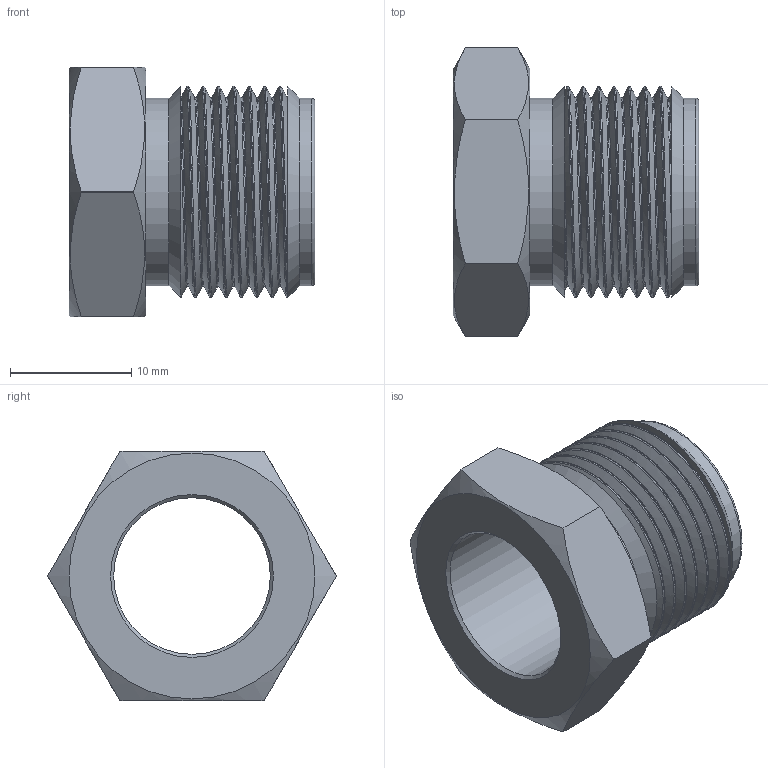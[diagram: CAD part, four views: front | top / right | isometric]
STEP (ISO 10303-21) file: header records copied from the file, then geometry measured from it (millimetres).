
FILE_DESCRIPTION((''),'2;1');
FILE_NAME('310172-ZN8 Internal nut.stp','2013-08-22T10:17:41',('Franzp'),(''),'Autodesk Inventor 2013','Autodesk Inventor 2013','');
FILE_SCHEMA(('AUTOMOTIVE_DESIGN { 1 0 10303 214 1 1 1 1 }'));
Length unit declared in the file: millimetre
Products named in the file (1): 311909
Bounding box: 20.32 x 23.83 x 20.64 mm (x, y, z)
Volume: 2550.8 mm3; surface area: 3851.2 mm2
Topology: 2 solids, 2 shells, 40 faces, 91 edges, 60 vertices
Faces by surface type: plane 15, cylinder 12, cone 6, bspline 6, torus 1
Full cylindrical faces by diameter (mm): 12.95 x1, 15.5 x2, 15.579 x2
Entity records: 4546 total; most frequent: CARTESIAN_POINT 3731, ORIENTED_EDGE 152, DIRECTION 148, EDGE_CURVE 76, AXIS2_PLACEMENT_3D 68, EDGE_LOOP 61, VERTEX_POINT 57, FACE_OUTER_BOUND 40
